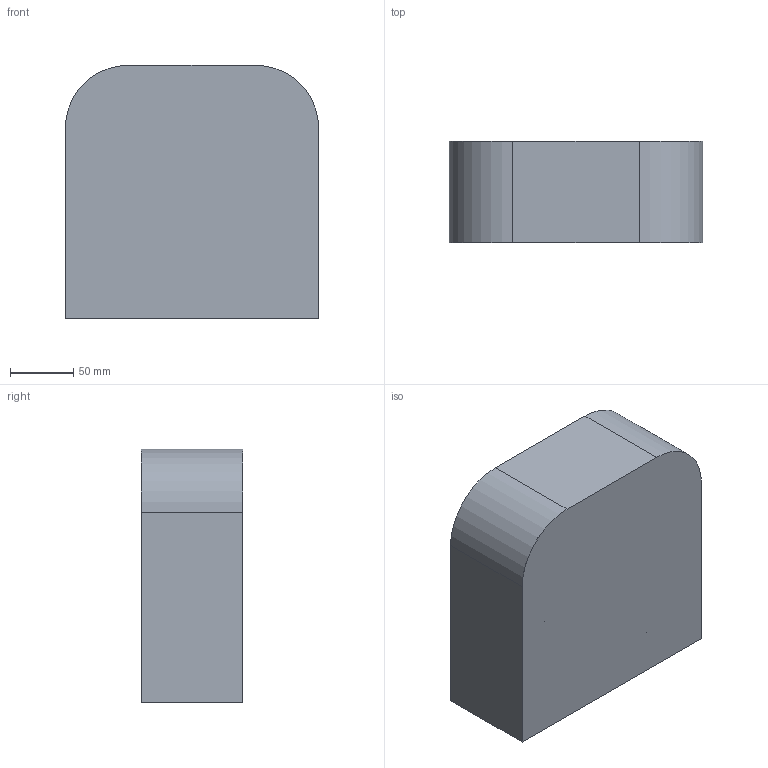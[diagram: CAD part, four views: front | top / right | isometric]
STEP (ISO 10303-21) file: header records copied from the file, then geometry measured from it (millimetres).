
FILE_DESCRIPTION((''),'2;1');
FILE_NAME('ASM0002_ASM','2020-11-24T',('kun'),(''),'PRO/ENGINEER BY PARAMETRIC TECHNOLOGY CORPORATION, 2009440','PRO/ENGINEER BY PARAMETRIC TECHNOLOGY CORPORATION, 2009440','');
FILE_SCHEMA(('CONFIG_CONTROL_DESIGN'));
Length unit declared in the file: millimetre
Products named in the file (6): ZHITONG; DIKE; SHANGGAI; TOF10120; TANCEQI_ASM; ASM0002_ASM
Assembly tree (5 placements, depth 3):
  ASM0002_ASM
    ZHITONG
    TANCEQI_ASM
      DIKE
      SHANGGAI
      TOF10120
Bounding box: 200 x 80 x 200 mm (x, y, z)
Volume: 1526877.2 mm3; surface area: 266504.2 mm2
Topology: 4 solids, 4 shells, 162 faces, 428 edges, 288 vertices
Faces by surface type: plane 83, cylinder 79
Entity records: 5293 total; most frequent: DIRECTION 942, CARTESIAN_POINT 892, ORIENTED_EDGE 856, EDGE_CURVE 428, AXIS2_PLACEMENT_3D 338, VERTEX_POINT 288, VECTOR 266, LINE 266
